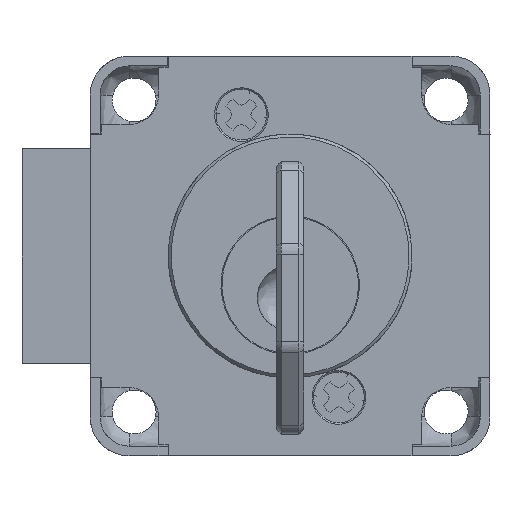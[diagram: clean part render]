
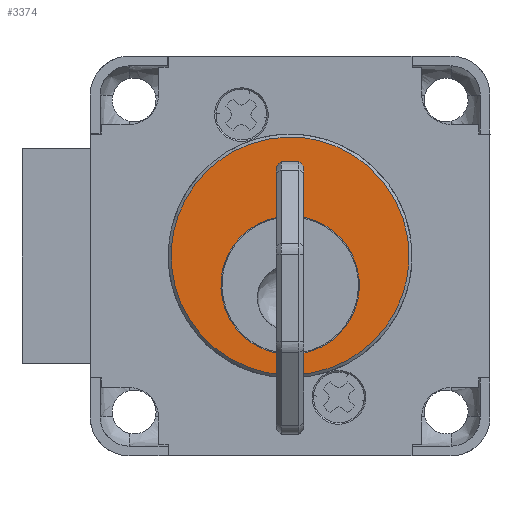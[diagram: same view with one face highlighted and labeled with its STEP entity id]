
A CAD part, front view. The second image highlights one B-rep face of the part: STEP entity #3374.
In plain terms, the highlighted free-form (B-spline) face has degree [1, 1] with [2, 2] control points.
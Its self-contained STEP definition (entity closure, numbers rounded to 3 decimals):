
#1755=CARTESIAN_POINT('',(-7.05,-28.4,-2.162));
#1756=VERTEX_POINT('',#1755);
#1762=CARTESIAN_POINT('',(0.,-28.4,-10.1));
#1763=VERTEX_POINT('',#1762);
#1764=CARTESIAN_POINT('',(-7.05,-28.4,-2.162));
#1765=CARTESIAN_POINT('',(-7.1,-28.4,-2.58));
#1766=CARTESIAN_POINT('',(-7.1,-28.4,-3.0));
#1767=CARTESIAN_POINT('',(-7.1,-28.4,-10.1));
#1768=CARTESIAN_POINT('',(0.,-28.4,-10.1));
#1776=(BOUNDED_CURVE()B_SPLINE_CURVE(2,(#1764,#1765,#1766,#1767,#1768),.UNSPECIFIED.,.F.,.U.)B_SPLINE_CURVE_WITH_KNOTS((3,2,3),(0.23,0.25,0.5),.UNSPECIFIED.)CURVE()GEOMETRIC_REPRESENTATION_ITEM()RATIONAL_B_SPLINE_CURVE((0.956,0.976,1.0,0.707,1.0))REPRESENTATION_ITEM(''));
#1777=EDGE_CURVE('',#1756,#1763,#1776,.T.);
#1779=CARTESIAN_POINT('',(7.087,-28.4,-3.433));
#1780=VERTEX_POINT('',#1779);
#1781=CARTESIAN_POINT('',(0.,-28.4,-10.1));
#1782=CARTESIAN_POINT('',(6.679,-28.4,-10.1));
#1783=CARTESIAN_POINT('',(7.087,-28.4,-3.433));
#1791=(BOUNDED_CURVE()B_SPLINE_CURVE(2,(#1781,#1782,#1783),.UNSPECIFIED.,.F.,.U.)B_SPLINE_CURVE_WITH_KNOTS((3,3),(0.5,0.739),.UNSPECIFIED.)CURVE()GEOMETRIC_REPRESENTATION_ITEM()RATIONAL_B_SPLINE_CURVE((1.0,0.72,0.976))REPRESENTATION_ITEM(''));
#1792=EDGE_CURVE('',#1763,#1780,#1791,.T.);
#1866=CARTESIAN_POINT('',(0.,-28.4,4.1));
#1867=VERTEX_POINT('',#1866);
#1868=CARTESIAN_POINT('',(7.087,-28.4,-3.433));
#1869=CARTESIAN_POINT('',(7.1,-28.4,-3.217));
#1870=CARTESIAN_POINT('',(7.1,-28.4,-3.0));
#1871=CARTESIAN_POINT('',(7.1,-28.4,4.1));
#1872=CARTESIAN_POINT('',(0.,-28.4,4.1));
#1880=(BOUNDED_CURVE()B_SPLINE_CURVE(2,(#1868,#1869,#1870,#1871,#1872),.UNSPECIFIED.,.F.,.U.)B_SPLINE_CURVE_WITH_KNOTS((3,2,3),(0.739,0.75,1.0),.UNSPECIFIED.)CURVE()GEOMETRIC_REPRESENTATION_ITEM()RATIONAL_B_SPLINE_CURVE((0.976,0.988,1.0,0.707,1.0))REPRESENTATION_ITEM(''));
#1881=EDGE_CURVE('',#1780,#1867,#1880,.T.);
#1883=CARTESIAN_POINT('',(0.,-28.4,4.1));
#1884=CARTESIAN_POINT('',(-6.306,-28.4,4.1));
#1885=CARTESIAN_POINT('',(-7.05,-28.4,-2.162));
#1893=(BOUNDED_CURVE()B_SPLINE_CURVE(2,(#1883,#1884,#1885),.UNSPECIFIED.,.F.,.U.)B_SPLINE_CURVE_WITH_KNOTS((3,3),(0.0,0.23),.UNSPECIFIED.)CURVE()GEOMETRIC_REPRESENTATION_ITEM()RATIONAL_B_SPLINE_CURVE((1.0,0.731,0.956))REPRESENTATION_ITEM(''));
#1894=EDGE_CURVE('',#1867,#1756,#1893,.T.);
#2127=CARTESIAN_POINT('',(12.049,-28.4,1.917));
#2128=VERTEX_POINT('',#2127);
#2134=CARTESIAN_POINT('',(0.0,-28.4,-12.2));
#2135=VERTEX_POINT('',#2134);
#2136=CARTESIAN_POINT('',(0.0,-28.4,-12.2));
#2137=CARTESIAN_POINT('',(12.2,-28.4,-12.2));
#2138=CARTESIAN_POINT('',(12.2,-28.4,0.));
#2139=CARTESIAN_POINT('',(12.2,-28.4,0.964));
#2140=CARTESIAN_POINT('',(12.049,-28.4,1.917));
#2148=(BOUNDED_CURVE()B_SPLINE_CURVE(2,(#2136,#2137,#2138,#2139,#2140),.UNSPECIFIED.,.F.,.U.)B_SPLINE_CURVE_WITH_KNOTS((3,2,3),(0.0,0.25,0.277),.UNSPECIFIED.)CURVE()GEOMETRIC_REPRESENTATION_ITEM()RATIONAL_B_SPLINE_CURVE((1.0,0.707,1.0,0.968,0.943))REPRESENTATION_ITEM(''));
#2149=EDGE_CURVE('',#2135,#2128,#2148,.T.);
#2151=CARTESIAN_POINT('',(-12.162,-28.4,0.957));
#2152=VERTEX_POINT('',#2151);
#2153=CARTESIAN_POINT('',(-12.162,-28.4,0.957));
#2154=CARTESIAN_POINT('',(-12.2,-28.4,0.479));
#2155=CARTESIAN_POINT('',(-12.2,-28.4,0.));
#2156=CARTESIAN_POINT('',(-12.2,-28.4,-12.2));
#2157=CARTESIAN_POINT('',(0.0,-28.4,-12.2));
#2165=(BOUNDED_CURVE()B_SPLINE_CURVE(2,(#2153,#2154,#2155,#2156,#2157),.UNSPECIFIED.,.F.,.U.)B_SPLINE_CURVE_WITH_KNOTS((3,2,3),(0.736,0.75,1.0),.UNSPECIFIED.)CURVE()GEOMETRIC_REPRESENTATION_ITEM()RATIONAL_B_SPLINE_CURVE((0.97,0.984,1.0,0.707,1.0))REPRESENTATION_ITEM(''));
#2166=EDGE_CURVE('',#2152,#2135,#2165,.T.);
#2270=CARTESIAN_POINT('',(0.0,-28.4,12.2));
#2271=VERTEX_POINT('',#2270);
#2272=CARTESIAN_POINT('',(0.0,-28.4,12.2));
#2273=CARTESIAN_POINT('',(-11.278,-28.4,12.2));
#2274=CARTESIAN_POINT('',(-12.162,-28.4,0.957));
#2282=(BOUNDED_CURVE()B_SPLINE_CURVE(2,(#2272,#2273,#2274),.UNSPECIFIED.,.F.,.U.)B_SPLINE_CURVE_WITH_KNOTS((3,3),(0.5,0.736),.UNSPECIFIED.)CURVE()GEOMETRIC_REPRESENTATION_ITEM()RATIONAL_B_SPLINE_CURVE((1.0,0.723,0.97))REPRESENTATION_ITEM(''));
#2283=EDGE_CURVE('',#2271,#2152,#2282,.T.);
#2285=CARTESIAN_POINT('',(12.049,-28.4,1.917));
#2286=CARTESIAN_POINT('',(10.413,-28.4,12.2));
#2287=CARTESIAN_POINT('',(0.0,-28.4,12.2));
#2295=(BOUNDED_CURVE()B_SPLINE_CURVE(2,(#2285,#2286,#2287),.UNSPECIFIED.,.F.,.U.)B_SPLINE_CURVE_WITH_KNOTS((3,3),(0.277,0.5),.UNSPECIFIED.)CURVE()GEOMETRIC_REPRESENTATION_ITEM()RATIONAL_B_SPLINE_CURVE((0.943,0.739,1.0))REPRESENTATION_ITEM(''));
#2296=EDGE_CURVE('',#2128,#2271,#2295,.T.);
#3357=CARTESIAN_POINT('',(-13.415,-28.4,13.419));
#3358=CARTESIAN_POINT('',(-13.415,-28.4,-13.419));
#3359=CARTESIAN_POINT('',(13.417,-28.4,13.419));
#3360=CARTESIAN_POINT('',(13.417,-28.4,-13.419));
#3361=B_SPLINE_SURFACE_WITH_KNOTS('',1,1,((#3357,#3359),(#3358,#3360)),.UNSPECIFIED.,.F.,.F.,.U.,(2,2),(2,2),(0.0,26.838),(0.0,26.832),.UNSPECIFIED.);
#3362=ORIENTED_EDGE('',*,*,#2149,.T.);
#3363=ORIENTED_EDGE('',*,*,#2296,.T.);
#3364=ORIENTED_EDGE('',*,*,#2283,.T.);
#3365=ORIENTED_EDGE('',*,*,#2166,.T.);
#3366=EDGE_LOOP('',(#3362,#3363,#3364,#3365));
#3367=FACE_OUTER_BOUND('',#3366,.T.);
#3368=ORIENTED_EDGE('',*,*,#1792,.F.);
#3369=ORIENTED_EDGE('',*,*,#1777,.F.);
#3370=ORIENTED_EDGE('',*,*,#1894,.F.);
#3371=ORIENTED_EDGE('',*,*,#1881,.F.);
#3372=EDGE_LOOP('',(#3368,#3369,#3370,#3371));
#3373=FACE_BOUND('',#3372,.T.);
#3374=ADVANCED_FACE('',(#3367,#3373),#3361,.T.);
